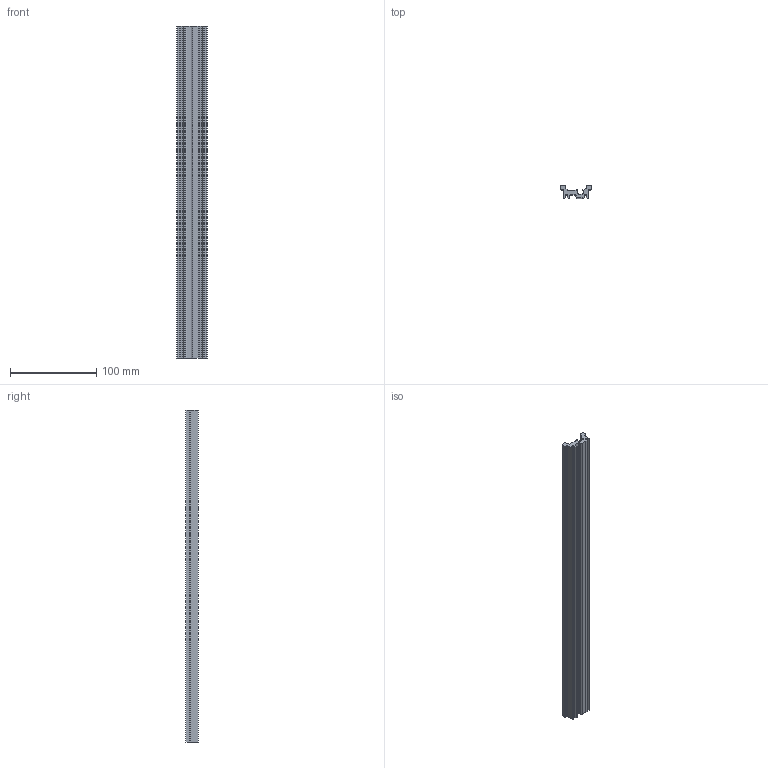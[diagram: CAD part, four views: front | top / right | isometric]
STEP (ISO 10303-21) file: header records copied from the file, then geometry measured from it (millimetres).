
FILE_DESCRIPTION (( 'STEP AP214' ), '1' );
FILE_NAME ('11_09_00_003_GSI_Profil_3~0.STEP', '2011-11-04T11:23:46', ( ' ' ), ( ' ' ), 'SwSTEP 2.0', 'SolidWorks 2008', '' );
FILE_SCHEMA (( 'AUTOMOTIVE_DESIGN' ));
Length unit declared in the file: millimetre
Products named in the file (1): 11_09_00_003_GSI_Profil_3~0
Bounding box: 35 x 15 x 386 mm (x, y, z)
Volume: 92835.6 mm3; surface area: 55704.2 mm2
Topology: 1 solids, 1 shells, 127 faces, 375 edges, 250 vertices
Faces by surface type: plane 64, cylinder 63
Entity records: 4298 total; most frequent: DIRECTION 757, CARTESIAN_POINT 753, ORIENTED_EDGE 750, EDGE_CURVE 375, AXIS2_PLACEMENT_3D 254, VERTEX_POINT 250, LINE 249, VECTOR 249
